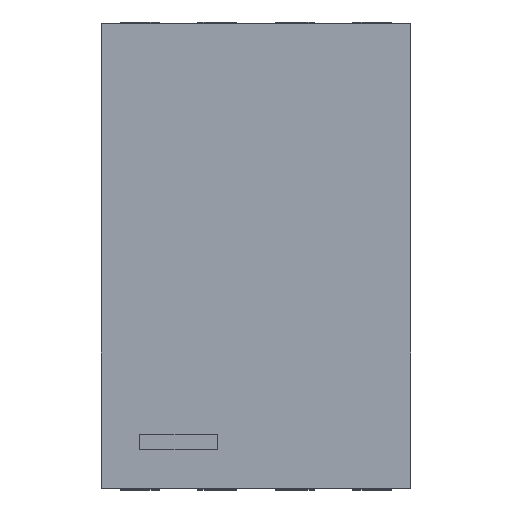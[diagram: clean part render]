
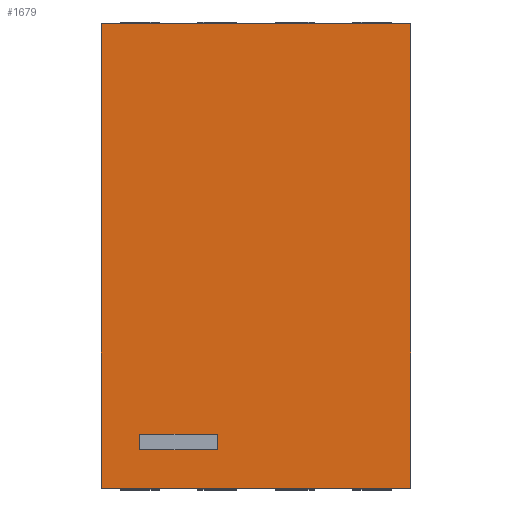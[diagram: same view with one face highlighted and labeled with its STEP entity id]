
A CAD part, top view. The second image highlights one B-rep face of the part: STEP entity #1679.
In plain terms, the highlighted planar face has unit normal (0, 0, 1).
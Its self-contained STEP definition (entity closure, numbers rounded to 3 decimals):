
#78=FACE_BOUND('',#165,.T.);
#80=FACE_OUTER_BOUND('',#164,.T.);
#164=EDGE_LOOP('',(#1050,#1051,#1052,#1053));
#165=EDGE_LOOP('',(#1054,#1055,#1056,#1057));
#250=LINE('',#2362,#450);
#251=LINE('',#2364,#451);
#252=LINE('',#2366,#452);
#253=LINE('',#2367,#453);
#254=LINE('',#2370,#454);
#255=LINE('',#2372,#455);
#256=LINE('',#2374,#456);
#257=LINE('',#2375,#457);
#450=VECTOR('',#1909,1000.);
#451=VECTOR('',#1910,1000.);
#452=VECTOR('',#1911,1000.);
#453=VECTOR('',#1912,1000.);
#454=VECTOR('',#1913,1000.);
#455=VECTOR('',#1914,1000.);
#456=VECTOR('',#1915,1000.);
#457=VECTOR('',#1916,1000.);
#650=VERTEX_POINT('',#2360);
#651=VERTEX_POINT('',#2361);
#652=VERTEX_POINT('',#2363);
#653=VERTEX_POINT('',#2365);
#654=VERTEX_POINT('',#2368);
#655=VERTEX_POINT('',#2369);
#656=VERTEX_POINT('',#2371);
#657=VERTEX_POINT('',#2373);
#810=EDGE_CURVE('',#650,#651,#250,.T.);
#811=EDGE_CURVE('',#651,#652,#251,.T.);
#812=EDGE_CURVE('',#652,#653,#252,.T.);
#813=EDGE_CURVE('',#653,#650,#253,.T.);
#814=EDGE_CURVE('',#654,#655,#254,.T.);
#815=EDGE_CURVE('',#655,#656,#255,.T.);
#816=EDGE_CURVE('',#656,#657,#256,.T.);
#817=EDGE_CURVE('',#657,#654,#257,.T.);
#1050=ORIENTED_EDGE('',*,*,#810,.T.);
#1051=ORIENTED_EDGE('',*,*,#811,.T.);
#1052=ORIENTED_EDGE('',*,*,#812,.T.);
#1053=ORIENTED_EDGE('',*,*,#813,.T.);
#1054=ORIENTED_EDGE('',*,*,#814,.T.);
#1055=ORIENTED_EDGE('',*,*,#815,.T.);
#1056=ORIENTED_EDGE('',*,*,#816,.T.);
#1057=ORIENTED_EDGE('',*,*,#817,.T.);
#1530=PLANE('',#1778);
#1679=ADVANCED_FACE('',(#80,#78),#1530,.T.);
#1778=AXIS2_PLACEMENT_3D('',#2359,#1907,#1908);
#1907=DIRECTION('center_axis',(0.,0.,1.));
#1908=DIRECTION('ref_axis',(1.,0.,0.));
#1909=DIRECTION('',(0.,-1.,0.));
#1910=DIRECTION('',(1.,0.,0.));
#1911=DIRECTION('',(0.,1.,0.));
#1912=DIRECTION('',(-1.,0.,0.));
#1913=DIRECTION('',(1.,0.,0.));
#1914=DIRECTION('',(0.,-1.,0.));
#1915=DIRECTION('',(-1.,0.,0.));
#1916=DIRECTION('',(0.,1.,0.));
#2359=CARTESIAN_POINT('Origin',(0.,0.,0.75));
#2360=CARTESIAN_POINT('',(-1.,1.5,0.75));
#2361=CARTESIAN_POINT('',(-1.,-1.5,0.75));
#2362=CARTESIAN_POINT('',(-1.,0.,0.75));
#2363=CARTESIAN_POINT('',(1.,-1.5,0.75));
#2364=CARTESIAN_POINT('',(0.,-1.5,0.75));
#2365=CARTESIAN_POINT('',(1.,1.5,0.75));
#2366=CARTESIAN_POINT('',(1.,0.,0.75));
#2367=CARTESIAN_POINT('',(0.,1.5,0.75));
#2368=CARTESIAN_POINT('',(-0.75,-1.15,0.75));
#2369=CARTESIAN_POINT('',(-0.25,-1.15,0.75));
#2370=CARTESIAN_POINT('',(0.,-1.15,0.75));
#2371=CARTESIAN_POINT('',(-0.25,-1.25,0.75));
#2372=CARTESIAN_POINT('',(-0.25,0.,0.75));
#2373=CARTESIAN_POINT('',(-0.75,-1.25,0.75));
#2374=CARTESIAN_POINT('',(0.,-1.25,0.75));
#2375=CARTESIAN_POINT('',(-0.75,0.,0.75));
